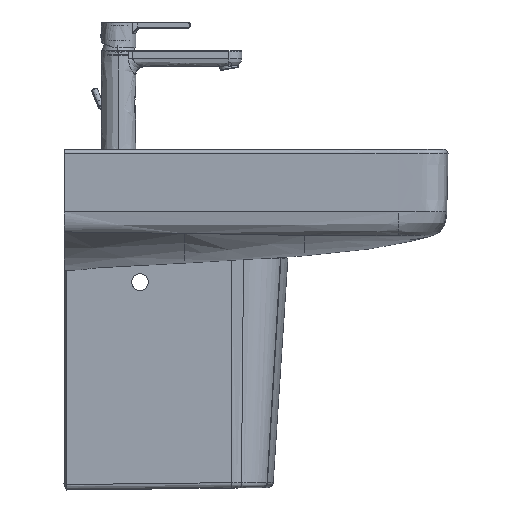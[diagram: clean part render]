
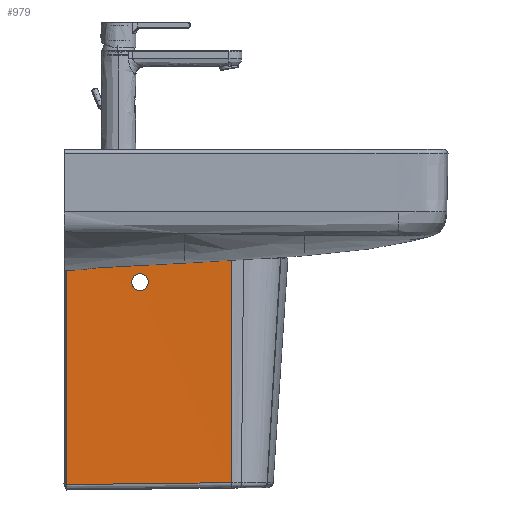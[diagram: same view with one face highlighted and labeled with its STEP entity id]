
A CAD part, left-side view. The second image highlights one B-rep face of the part: STEP entity #979.
In plain terms, the highlighted free-form (B-spline) face has degree [1, 5] with [2, 6] control points.
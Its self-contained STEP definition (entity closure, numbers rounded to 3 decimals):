
#916=FACE_BOUND('',#2566,.T.);
#979=ADVANCED_FACE('',(#1772,#916),#11534,.T.);
#1772=FACE_OUTER_BOUND('',#2565,.T.);
#2565=EDGE_LOOP('',(#3425,#3426,#3427,#3428));
#2566=EDGE_LOOP('',(#3429,#3430));
#3425=ORIENTED_EDGE('',*,*,#7264,.F.);
#3426=ORIENTED_EDGE('',*,*,#7261,.F.);
#3427=ORIENTED_EDGE('',*,*,#7377,.F.);
#3428=ORIENTED_EDGE('',*,*,#7265,.F.);
#3429=ORIENTED_EDGE('',*,*,#7259,.T.);
#3430=ORIENTED_EDGE('',*,*,#7256,.T.);
#7256=EDGE_CURVE('',#10241,#10239,#9178,.T.);
#7259=EDGE_CURVE('',#10239,#10241,#9181,.T.);
#7261=EDGE_CURVE('',#10246,#10245,#9183,.T.);
#7264=EDGE_CURVE('',#10245,#10243,#9186,.T.);
#7265=EDGE_CURVE('',#10243,#10244,#9187,.T.);
#7377=EDGE_CURVE('',#10244,#10246,#9299,.T.);
#9178=B_SPLINE_CURVE_WITH_KNOTS('',3,(#15526,#15527,#15528,#15529,#15530,
#15531,#15532,#15533,#15534,#15535,#15536,#15537,#15538,#15539,#15540,#15541,
#15542,#15543),.UNSPECIFIED.,.F.,.F.,(4,2,2,2,2,2,2,2,4),(-46.659,
-40.828,-34.998,-29.139,-23.284,
-17.466,-11.651,-5.828,0.),.UNSPECIFIED.);
#9181=B_SPLINE_CURVE_WITH_KNOTS('',3,(#15564,#15565,#15566,#15567,#15568,
#15569,#15570,#15571,#15572,#15573,#15574,#15575,#15576,#15577,#15578,#15579,
#15580,#15581),.UNSPECIFIED.,.F.,.F.,(4,2,2,2,2,2,2,2,4),(-46.659,
-40.828,-34.998,-29.139,-23.283,
-17.465,-11.65,-5.828,0.),.UNSPECIFIED.);
#9183=B_SPLINE_CURVE_WITH_KNOTS('',1,(#15600,#15601),.UNSPECIFIED.,.F.,
 .F.,(2,2),(-290.099,-9.259),.UNSPECIFIED.);
#9186=B_SPLINE_CURVE_WITH_KNOTS('',5,(#15613,#15614,#15615,#15616,#15617,
#15618),.UNSPECIFIED.,.F.,.F.,(6,6),(-103.036,103.036),
 .UNSPECIFIED.);
#9187=B_SPLINE_CURVE_WITH_KNOTS('',5,(#15619,#15620,#15621,#15622,#15623,
#15624,#15625,#15626,#15627),.UNSPECIFIED.,.F.,.F.,(6,3,6),(6.856,
144.946,290.099),.UNSPECIFIED.);
#9299=B_SPLINE_CURVE_WITH_KNOTS('',5,(#16491,#16492,#16493,#16494,#16495,
#16496),.UNSPECIFIED.,.F.,.F.,(6,6),(-206.058,0.),.UNSPECIFIED.);
#10239=VERTEX_POINT('',#15440);
#10241=VERTEX_POINT('',#15442);
#10243=VERTEX_POINT('',#15444);
#10244=VERTEX_POINT('',#15445);
#10245=VERTEX_POINT('',#15446);
#10246=VERTEX_POINT('',#15447);
#11534=B_SPLINE_SURFACE_WITH_KNOTS('',1,5,((#12522,#12523,#12524,#12525,
#12526,#12527),(#12528,#12529,#12530,#12531,#12532,#12533)),
 .UNSPECIFIED.,.F.,.F.,.F.,(2,2),(6,6),(0.,290.099),(0.,
209.058),.UNSPECIFIED.);
#12522=CARTESIAN_POINT('',(-75.,31.25,-336.831));
#12523=CARTESIAN_POINT('',(-75.5,73.059,-336.831));
#12524=CARTESIAN_POINT('',(-76.,114.867,-336.831));
#12525=CARTESIAN_POINT('',(-76.5,156.676,-336.831));
#12526=CARTESIAN_POINT('',(-77.,198.484,-336.831));
#12527=CARTESIAN_POINT('',(-77.5,240.293,-336.831));
#12528=CARTESIAN_POINT('',(-82.672,31.158,-46.831));
#12529=CARTESIAN_POINT('',(-83.137,72.967,-46.831));
#12530=CARTESIAN_POINT('',(-83.603,114.776,-46.831));
#12531=CARTESIAN_POINT('',(-84.068,156.585,-46.831));
#12532=CARTESIAN_POINT('',(-84.534,198.394,-46.831));
#12533=CARTESIAN_POINT('',(-84.999,240.203,-46.831));
#15440=CARTESIAN_POINT('',(-83.186,135.998,-71.797));
#15442=CARTESIAN_POINT('',(-83.129,154.427,-81.865));
#15444=CARTESIAN_POINT('',(-77.641,237.291,-329.978));
#15445=CARTESIAN_POINT('',(-84.966,237.203,-46.831));
#15446=CARTESIAN_POINT('',(-75.245,31.247,-327.576));
#15447=CARTESIAN_POINT('',(-82.672,31.158,-46.831));
#15526=CARTESIAN_POINT('',(-83.129,154.427,-81.865));
#15527=CARTESIAN_POINT('',(-83.168,155.073,-80.683));
#15528=CARTESIAN_POINT('',(-83.206,155.488,-79.379));
#15529=CARTESIAN_POINT('',(-83.28,155.798,-76.697));
#15530=CARTESIAN_POINT('',(-83.315,155.693,-75.32));
#15531=CARTESIAN_POINT('',(-83.375,154.952,-72.674));
#15532=CARTESIAN_POINT('',(-83.401,154.318,-71.422));
#15533=CARTESIAN_POINT('',(-83.438,152.605,-69.247));
#15534=CARTESIAN_POINT('',(-83.451,151.525,-68.322));
#15535=CARTESIAN_POINT('',(-83.458,149.052,-66.957));
#15536=CARTESIAN_POINT('',(-83.454,147.689,-66.531));
#15537=CARTESIAN_POINT('',(-83.431,144.899,-66.243));
#15538=CARTESIAN_POINT('',(-83.411,143.493,-66.381));
#15539=CARTESIAN_POINT('',(-83.361,140.846,-67.182));
#15540=CARTESIAN_POINT('',(-83.33,139.621,-67.841));
#15541=CARTESIAN_POINT('',(-83.261,137.52,-69.557));
#15542=CARTESIAN_POINT('',(-83.224,136.644,-70.614));
#15543=CARTESIAN_POINT('',(-83.186,135.998,-71.797));
#15564=CARTESIAN_POINT('',(-83.186,135.998,-71.797));
#15565=CARTESIAN_POINT('',(-83.148,135.352,-72.979));
#15566=CARTESIAN_POINT('',(-83.109,134.937,-74.283));
#15567=CARTESIAN_POINT('',(-83.035,134.627,-76.965));
#15568=CARTESIAN_POINT('',(-83.,134.732,-78.342));
#15569=CARTESIAN_POINT('',(-82.939,135.472,-80.988));
#15570=CARTESIAN_POINT('',(-82.914,136.106,-82.239));
#15571=CARTESIAN_POINT('',(-82.876,137.82,-84.415));
#15572=CARTESIAN_POINT('',(-82.864,138.9,-85.34));
#15573=CARTESIAN_POINT('',(-82.856,141.373,-86.705));
#15574=CARTESIAN_POINT('',(-82.86,142.735,-87.131));
#15575=CARTESIAN_POINT('',(-82.884,145.525,-87.42));
#15576=CARTESIAN_POINT('',(-82.904,146.932,-87.281));
#15577=CARTESIAN_POINT('',(-82.954,149.578,-86.48));
#15578=CARTESIAN_POINT('',(-82.985,150.803,-85.822));
#15579=CARTESIAN_POINT('',(-83.054,152.905,-84.106));
#15580=CARTESIAN_POINT('',(-83.091,153.781,-83.048));
#15581=CARTESIAN_POINT('',(-83.129,154.427,-81.865));
#15600=CARTESIAN_POINT('',(-82.672,31.158,-46.831));
#15601=CARTESIAN_POINT('',(-75.245,31.247,-327.576));
#15613=CARTESIAN_POINT('',(-75.245,31.247,-327.576));
#15614=CARTESIAN_POINT('',(-75.724,72.456,-328.056));
#15615=CARTESIAN_POINT('',(-76.203,113.665,-328.536));
#15616=CARTESIAN_POINT('',(-76.682,154.873,-329.017));
#15617=CARTESIAN_POINT('',(-77.162,196.082,-329.497));
#15618=CARTESIAN_POINT('',(-77.641,237.291,-329.978));
#15619=CARTESIAN_POINT('',(-77.641,237.291,-329.978));
#15620=CARTESIAN_POINT('',(-78.356,237.282,-302.369));
#15621=CARTESIAN_POINT('',(-79.07,237.274,-274.76));
#15622=CARTESIAN_POINT('',(-79.784,237.265,-247.152));
#15623=CARTESIAN_POINT('',(-81.249,237.248,-190.522));
#15624=CARTESIAN_POINT('',(-82.714,237.23,-133.893));
#15625=CARTESIAN_POINT('',(-83.464,237.221,-104.872));
#15626=CARTESIAN_POINT('',(-84.215,237.212,-75.852));
#15627=CARTESIAN_POINT('',(-84.966,237.203,-46.831));
#16491=CARTESIAN_POINT('',(-84.966,237.203,-46.831));
#16492=CARTESIAN_POINT('',(-84.507,195.994,-46.831));
#16493=CARTESIAN_POINT('',(-84.048,154.785,-46.831));
#16494=CARTESIAN_POINT('',(-83.589,113.576,-46.831));
#16495=CARTESIAN_POINT('',(-83.13,72.367,-46.831));
#16496=CARTESIAN_POINT('',(-82.672,31.158,-46.831));
